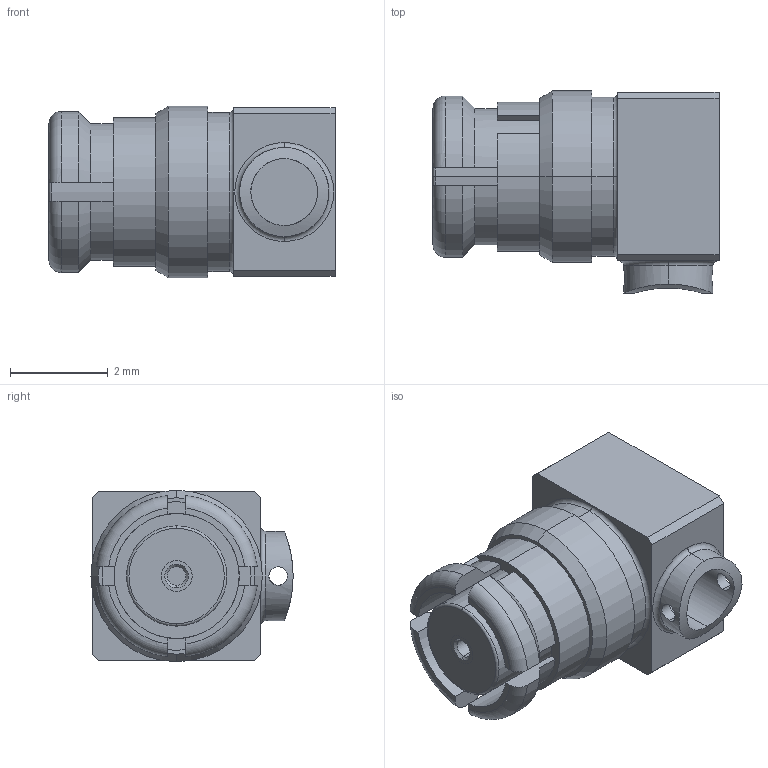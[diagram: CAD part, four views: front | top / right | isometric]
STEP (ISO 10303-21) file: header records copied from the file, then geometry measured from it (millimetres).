
FILE_DESCRIPTION (( 'STEP AP203' ), '1' );
FILE_NAME ('PE44911 ¦ SC5241.step', '2019-07-15T17:54:51', ( '' ), ( '' ), 'SwSTEP 2.0', 'SolidWorks 2018', '' );
FILE_SCHEMA (( 'CONFIG_CONTROL_DESIGN' ));
Length unit declared in the file: inch
Products named in the file (1): PE44911 ｦ SC5241
Bounding box: 5.87 x 4.15 x 3.52 mm (x, y, z)
Volume: 48.3 mm3; surface area: 150.5 mm2
Topology: 2 solids, 2 shells, 85 faces, 212 edges, 138 vertices
Faces by surface type: cylinder 34, plane 33, torus 10, cone 8
Entity records: 2789 total; most frequent: CARTESIAN_POINT 642, DIRECTION 440, ORIENTED_EDGE 424, EDGE_CURVE 212, AXIS2_PLACEMENT_3D 170, VERTEX_POINT 138, VECTOR 100, LINE 100
